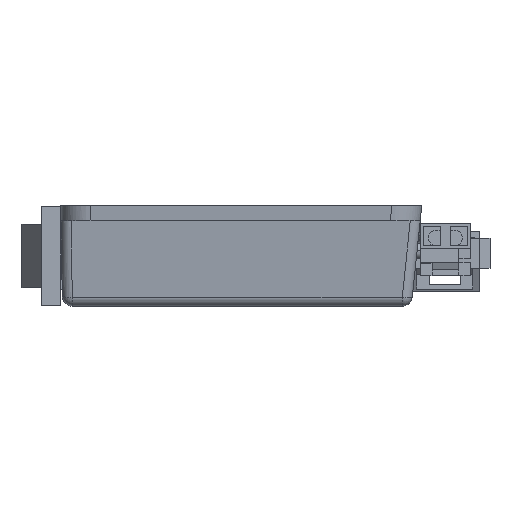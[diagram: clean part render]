
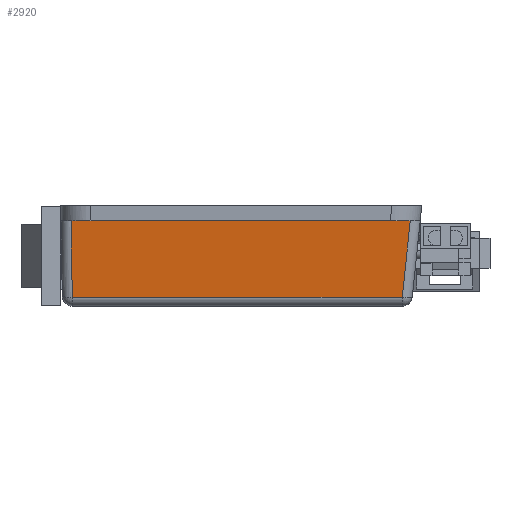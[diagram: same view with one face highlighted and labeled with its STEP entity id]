
A CAD part, left-side view. The second image highlights one B-rep face of the part: STEP entity #2920.
In plain terms, the highlighted planar face has unit normal (-0.995, 0, -0.104).
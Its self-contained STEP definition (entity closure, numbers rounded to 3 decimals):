
#1899 = LINE ( 'NONE', #8198, #13682 ) ;
#2920 = ADVANCED_FACE ( 'NONE', ( #13864 ), #12217, .T. ) ;
#3452 = VECTOR ( 'NONE', #7591, 1000. ) ;
#3542 = ORIENTED_EDGE ( 'NONE', *, *, #11920, .T. ) ;
#4299 = LINE ( 'NONE', #7388, #3452 ) ;
#4424 = CARTESIAN_POINT ( 'NONE',  ( 92.522, 176.991, 50.395 ) ) ;
#4784 = VERTEX_POINT ( 'NONE', #17860 ) ;
#7388 = CARTESIAN_POINT ( 'NONE',  ( 91.722, 210.015, 58. ) ) ;
#7591 = DIRECTION ( 'NONE',  ( 0.105, -0.017, -0.994 ) ) ;
#7606 = VERTEX_POINT ( 'NONE', #11927 ) ;
#8198 = CARTESIAN_POINT ( 'NONE',  ( 92.522, 176.991, 50.395 ) ) ;
#8477 = CARTESIAN_POINT ( 'NONE',  ( 91.722, 176.192, 58. ) ) ;
#8650 = EDGE_CURVE ( 'NONE', #4784, #12421, #18579, .T. ) ;
#8742 = CARTESIAN_POINT ( 'NONE',  ( 91.722, 210.015, 58. ) ) ;
#8955 = DIRECTION ( 'NONE',  ( 0., -1., 0. ) ) ;
#9400 = DIRECTION ( 'NONE',  ( -0.105, 0., 0.995 ) ) ;
#10145 = ORIENTED_EDGE ( 'NONE', *, *, #8650, .F. ) ;
#10949 = AXIS2_PLACEMENT_3D ( 'NONE', #20263, #18531, #9400 ) ;
#11479 = VECTOR ( 'NONE', #12191, 1000. ) ;
#11920 = EDGE_CURVE ( 'NONE', #4784, #15865, #4299, .T. ) ;
#11927 = CARTESIAN_POINT ( 'NONE',  ( 92.522, 176.991, 50.395 ) ) ;
#12191 = DIRECTION ( 'NONE',  ( -0.104, -0.104, 0.989 ) ) ;
#12217 = PLANE ( 'NONE',  #10949 ) ;
#12421 = VERTEX_POINT ( 'NONE', #8477 ) ;
#13308 = EDGE_CURVE ( 'NONE', #7606, #15865, #1899, .T. ) ;
#13536 = LINE ( 'NONE', #4424, #11479 ) ;
#13584 = DIRECTION ( 'NONE',  ( 0., 1., 0. ) ) ;
#13682 = VECTOR ( 'NONE', #13584, 1000. ) ;
#13864 = FACE_OUTER_BOUND ( 'NONE', #19996, .T. ) ;
#14496 = CARTESIAN_POINT ( 'NONE',  ( 92.522, 209.883, 50.395 ) ) ;
#15375 = EDGE_CURVE ( 'NONE', #7606, #12421, #13536, .T. ) ;
#15865 = VERTEX_POINT ( 'NONE', #14496 ) ;
#16785 = ORIENTED_EDGE ( 'NONE', *, *, #15375, .T. ) ;
#16815 = VECTOR ( 'NONE', #8955, 1000. ) ;
#17860 = CARTESIAN_POINT ( 'NONE',  ( 91.722, 210.015, 58. ) ) ;
#18531 = DIRECTION ( 'NONE',  ( -0.995, 0., -0.105 ) ) ;
#18579 = LINE ( 'NONE', #8742, #16815 ) ;
#19417 = ORIENTED_EDGE ( 'NONE', *, *, #13308, .F. ) ;
#19996 = EDGE_LOOP ( 'NONE', ( #16785, #10145, #3542, #19417 ) ) ;
#20263 = CARTESIAN_POINT ( 'NONE',  ( 91.722, 186.54, 58. ) ) ;
